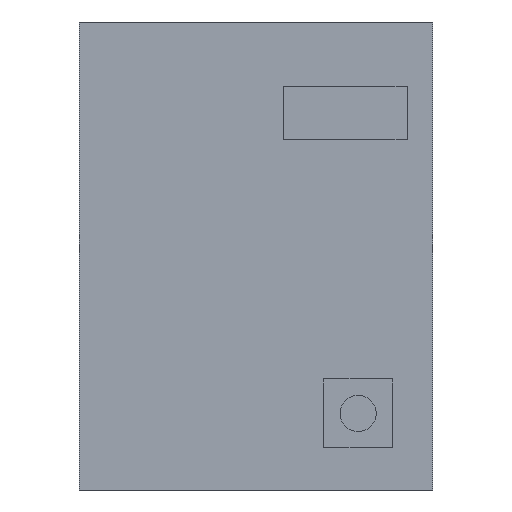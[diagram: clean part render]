
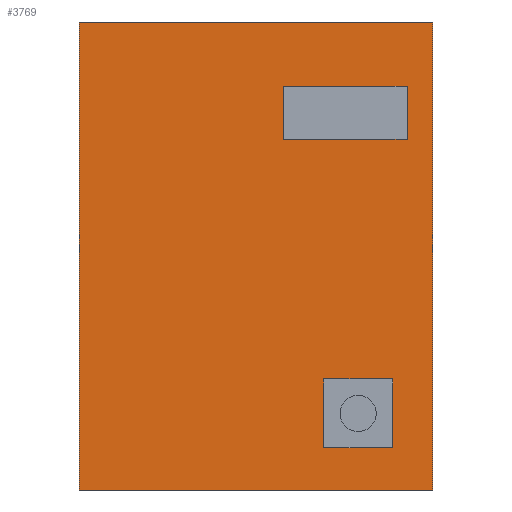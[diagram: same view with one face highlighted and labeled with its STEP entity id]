
A CAD part, front view. The second image highlights one B-rep face of the part: STEP entity #3769.
In plain terms, the highlighted planar face has unit normal (0, -1, 0).
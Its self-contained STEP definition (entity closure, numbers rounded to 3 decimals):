
#3557=CARTESIAN_POINT('POINT221',(10.541,-35.56,-13.97));
#3558=VERTEX_POINT('VERTEX221',#3557);
#3561=CARTESIAN_POINT('POINT222',(-10.541,-35.56,-13.97))
   ;
#3562=VERTEX_POINT('VERTEX222',#3561);
#3563=CARTESIAN_POINT('POS398',(-10.541,-35.56,-13.97));
#3564=DIRECTION('DIR519',(-1.,0.,0.));
#3565=VECTOR('VEC277',#3564,25.4);
#3566=LINE('STRAIGHT277',#3563,#3565);
#3567=EDGE_CURVE('EDGE334',#3558,#3562,#3566,.T.);
#3576=CARTESIAN_POINT('POINT223',(-10.541,-35.56,13.97));
#3577=VERTEX_POINT('VERTEX223',#3576);
#3578=CARTESIAN_POINT('POS399',(-10.541,-35.56,13.97));
#3579=DIRECTION('DIR520',(0.,0.,
   1.));
#3580=VECTOR('VEC278',#3579,25.4);
#3581=LINE('STRAIGHT278',#3578,#3580);
#3582=EDGE_CURVE('EDGE336',#3562,#3577,#3581,.T.);
#3591=CARTESIAN_POINT('POINT224',(10.541,-35.56,13.97));
#3592=VERTEX_POINT('VERTEX224',#3591);
#3593=CARTESIAN_POINT('POS400',(10.541,-35.56,13.97));
#3594=DIRECTION('DIR521',(1.,0.,
   0.));
#3595=VECTOR('VEC279',#3594,25.4);
#3596=LINE('STRAIGHT279',#3593,#3595);
#3597=EDGE_CURVE('EDGE338',#3577,#3592,#3596,.T.);
#3612=CARTESIAN_POINT('POS401',(10.541,-35.56,-13.97));
#3613=DIRECTION('DIR522',(0.,0.,
   -1.));
#3614=VECTOR('VEC280',#3613,25.4);
#3615=LINE('STRAIGHT280',#3612,#3614);
#3616=EDGE_CURVE('EDGE340',#3592,#3558,#3615,.T.);
#3623=CARTESIAN_POINT('POINT225',(1.651,-35.56,6.972));
#3624=VERTEX_POINT('VERTEX225',#3623);
#3631=CARTESIAN_POINT('POINT226',(9.017,-35.56,6.972));
#3632=VERTEX_POINT('VERTEX226',#3631);
#3633=CARTESIAN_POINT('POS403',(0.825,-35.56,
   6.972));
#3634=DIRECTION('DIR524',(-1.,0.,
   0.));
#3635=VECTOR('VEC282',#3634,25.4);
#3636=LINE('STRAIGHT282',#3633,#3635);
#3637=EDGE_CURVE('EDGE342',#3632,#3624,#3636,.T.);
#3655=CARTESIAN_POINT('POINT227',(9.017,-35.56,10.147));
#3656=VERTEX_POINT('VERTEX227',#3655);
#3657=CARTESIAN_POINT('POS406',(9.017,-35.56,3.486));
#3658=DIRECTION('DIR528',(0.,0.,
   -1.));
#3659=VECTOR('VEC284',#3658,25.4);
#3660=LINE('STRAIGHT284',#3657,#3659);
#3661=EDGE_CURVE('EDGE344',#3656,#3632,#3660,.T.);
#3679=CARTESIAN_POINT('POINT228',(1.651,-35.56,10.147));
#3680=VERTEX_POINT('VERTEX228',#3679);
#3681=CARTESIAN_POINT('POS409',(4.508,-35.56,
   10.147));
#3682=DIRECTION('DIR532',(1.,0.,
   0.));
#3683=VECTOR('VEC286',#3682,25.4);
#3684=LINE('STRAIGHT286',#3681,#3683);
#3685=EDGE_CURVE('EDGE346',#3680,#3656,#3684,.T.);
#3703=CARTESIAN_POINT('POS412',(1.651,-35.56,4.28));
#3704=DIRECTION('DIR536',(0.,0.,
   1.));
#3705=VECTOR('VEC288',#3704,25.4);
#3706=LINE('STRAIGHT288',#3703,#3705);
#3707=EDGE_CURVE('EDGE348',#3624,#3680,#3706,.T.);
#3718=CARTESIAN_POINT('POINT229',(8.153,-35.56,-11.455)
   );
#3719=VERTEX_POINT('VERTEX229',#3718);
#3720=CARTESIAN_POINT('POINT230',(4.039,-35.56,-11.455)
   );
#3721=VERTEX_POINT('VERTEX230',#3720);
#3722=CARTESIAN_POINT('POS414',(3.048,-35.56,
   -11.455));
#3723=DIRECTION('DIR539',(-1.,0.,0.));
#3724=VECTOR('VEC289',#3723,25.4);
#3725=LINE('STRAIGHT289',#3722,#3724);
#3726=EDGE_CURVE('EDGE349',#3719,#3721,#3725,.T.);
#3727=ORIENTED_EDGE('COEDGE689',*,*,#3726,.T.);
#3728=CARTESIAN_POINT('POINT231',(4.039,-35.56,-7.341))
   ;
#3729=VERTEX_POINT('VERTEX231',#3728);
#3730=CARTESIAN_POINT('POS415',(4.039,-35.56,-4.699));
#3731=DIRECTION('DIR540',(0.,0.,
   1.));
#3732=VECTOR('VEC290',#3731,25.4);
#3733=LINE('STRAIGHT290',#3730,#3732);
#3734=EDGE_CURVE('EDGE350',#3721,#3729,#3733,.T.);
#3735=ORIENTED_EDGE('COEDGE690',*,*,#3734,.T.);
#3736=CARTESIAN_POINT('POINT232',(8.153,-35.56,-7.341))
   ;
#3737=VERTEX_POINT('VERTEX232',#3736);
#3738=CARTESIAN_POINT('POS416',(3.048,-35.56,
   -7.341));
#3739=DIRECTION('DIR541',(1.,0.,0.));
#3740=VECTOR('VEC291',#3739,25.4);
#3741=LINE('STRAIGHT291',#3738,#3740);
#3742=EDGE_CURVE('EDGE351',#3729,#3737,#3741,.T.);
#3743=ORIENTED_EDGE('COEDGE691',*,*,#3742,.T.);
#3744=CARTESIAN_POINT('POS417',(8.153,-35.56,-4.699));
#3745=DIRECTION('DIR542',(0.,0.,
   -1.));
#3746=VECTOR('VEC292',#3745,25.4);
#3747=LINE('STRAIGHT292',#3744,#3746);
#3748=EDGE_CURVE('EDGE352',#3737,#3719,#3747,.T.);
#3749=ORIENTED_EDGE('COEDGE692',*,*,#3748,.T.);
#3750=EDGE_LOOP('NONE',(#3727,#3735,#3743,#3749));
#3751=FACE_BOUND('LOOP1',#3750,.T.);
#3752=ORIENTED_EDGE('COEDGE693',*,*,#3707,.T.);
#3753=ORIENTED_EDGE('COEDGE694',*,*,#3685,.T.);
#3754=ORIENTED_EDGE('COEDGE695',*,*,#3661,.T.);
#3755=ORIENTED_EDGE('COEDGE696',*,*,#3637,.T.);
#3756=EDGE_LOOP('NONE',(#3752,#3753,#3754,#3755));
#3757=FACE_BOUND('LOOP1',#3756,.T.);
#3758=ORIENTED_EDGE('COEDGE697',*,*,#3616,.F.);
#3759=ORIENTED_EDGE('COEDGE698',*,*,#3597,.F.);
#3760=ORIENTED_EDGE('COEDGE699',*,*,#3582,.F.);
#3761=ORIENTED_EDGE('COEDGE700',*,*,#3567,.F.);
#3762=EDGE_LOOP('NONE',(#3758,#3759,#3760,#3761));
#3763=FACE_BOUND('LOOP1',#3762,.T.);
#3764=CARTESIAN_POINT('POS418',(0.,-35.56,
   0.));
#3765=DIRECTION('DIR543',(0.,-1.,
   0.));
#3766=DIRECTION('DIR544',(1.,0.,
   0.));
#3767=AXIS2_PLACEMENT_3D('AXIS126',#3764,#3765,#3766);
#3768=PLANE('PLANE102',#3767);
#3769=ADVANCED_FACE('FACE133',(#3751,#3757,#3763),#3768,.T.);
